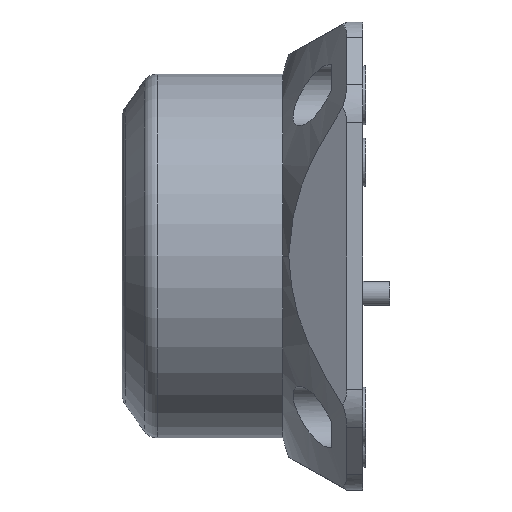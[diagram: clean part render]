
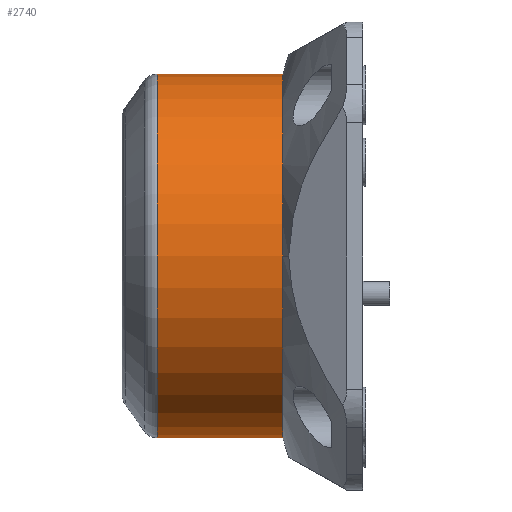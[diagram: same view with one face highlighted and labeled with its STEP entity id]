
A CAD part, left-side view. The second image highlights one B-rep face of the part: STEP entity #2740.
In plain terms, the highlighted cylindrical face has radius 34 mm (diameter 68 mm), a partial arc.
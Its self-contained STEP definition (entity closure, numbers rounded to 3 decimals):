
#146 = VERTEX_POINT ( 'NONE', #1825 ) ;
#260 = DIRECTION ( 'NONE',  ( 0., -1., 0. ) ) ;
#295 = EDGE_CURVE ( 'NONE', #2435, #146, #2125, .T. ) ;
#317 = CIRCLE ( 'NONE', #1887, 34. ) ;
#398 = DIRECTION ( 'NONE',  ( 0., -1., 0. ) ) ;
#444 = DIRECTION ( 'NONE',  ( 0., 1., 0. ) ) ;
#602 = VERTEX_POINT ( 'NONE', #1682 ) ;
#634 = CARTESIAN_POINT ( 'NONE',  ( 0., 15., 0. ) ) ;
#669 = DIRECTION ( 'NONE',  ( 0., -1., 0. ) ) ;
#681 = VERTEX_POINT ( 'NONE', #779 ) ;
#779 = CARTESIAN_POINT ( 'NONE',  ( -34., 15., 0. ) ) ;
#824 = ORIENTED_EDGE ( 'NONE', *, *, #1365, .T. ) ;
#903 = LINE ( 'NONE', #2773, #960 ) ;
#960 = VECTOR ( 'NONE', #669, 1000. ) ;
#1155 = AXIS2_PLACEMENT_3D ( 'NONE', #2102, #444, #2312 ) ;
#1194 = DIRECTION ( 'NONE',  ( 0., 0., -1. ) ) ;
#1306 = AXIS2_PLACEMENT_3D ( 'NONE', #2145, #260, #1194 ) ;
#1331 = DIRECTION ( 'NONE',  ( 0., 0., 1. ) ) ;
#1365 = EDGE_CURVE ( 'NONE', #681, #1491, #2919, .T. ) ;
#1377 = DIRECTION ( 'NONE',  ( 0., 0., 1. ) ) ;
#1474 = ORIENTED_EDGE ( 'NONE', *, *, #1671, .F. ) ;
#1491 = VERTEX_POINT ( 'NONE', #2894 ) ;
#1496 = AXIS2_PLACEMENT_3D ( 'NONE', #2984, #398, #1331 ) ;
#1544 = EDGE_LOOP ( 'NONE', ( #1474, #2591, #1681, #1834, #824 ) ) ;
#1671 = EDGE_CURVE ( 'NONE', #602, #1491, #903, .T. ) ;
#1681 = ORIENTED_EDGE ( 'NONE', *, *, #295, .T. ) ;
#1682 = CARTESIAN_POINT ( 'NONE',  ( 0., 38.456, 34. ) ) ;
#1825 = CARTESIAN_POINT ( 'NONE',  ( 0., 15., -34. ) ) ;
#1834 = ORIENTED_EDGE ( 'NONE', *, *, #1910, .T. ) ;
#1887 = AXIS2_PLACEMENT_3D ( 'NONE', #634, #2737, #1377 ) ;
#1910 = EDGE_CURVE ( 'NONE', #146, #681, #317, .T. ) ;
#2102 = CARTESIAN_POINT ( 'NONE',  ( 0., 15., 0. ) ) ;
#2125 = LINE ( 'NONE', #2582, #2367 ) ;
#2145 = CARTESIAN_POINT ( 'NONE',  ( 0., 45., 0. ) ) ;
#2312 = DIRECTION ( 'NONE',  ( 0., 0., 1. ) ) ;
#2343 = FACE_OUTER_BOUND ( 'NONE', #1544, .T. ) ;
#2356 = CYLINDRICAL_SURFACE ( 'NONE', #1306, 34. ) ;
#2367 = VECTOR ( 'NONE', #2609, 1000. ) ;
#2400 = CARTESIAN_POINT ( 'NONE',  ( 0., 38.456, -34. ) ) ;
#2435 = VERTEX_POINT ( 'NONE', #2400 ) ;
#2582 = CARTESIAN_POINT ( 'NONE',  ( 0., 45., -34. ) ) ;
#2591 = ORIENTED_EDGE ( 'NONE', *, *, #2677, .T. ) ;
#2609 = DIRECTION ( 'NONE',  ( 0., -1., 0. ) ) ;
#2677 = EDGE_CURVE ( 'NONE', #602, #2435, #2826, .T. ) ;
#2737 = DIRECTION ( 'NONE',  ( 0., 1., 0. ) ) ;
#2740 = ADVANCED_FACE ( 'NONE', ( #2343 ), #2356, .T. ) ;
#2773 = CARTESIAN_POINT ( 'NONE',  ( 0., 45., 34. ) ) ;
#2826 = CIRCLE ( 'NONE', #1496, 34. ) ;
#2894 = CARTESIAN_POINT ( 'NONE',  ( 0., 15., 34. ) ) ;
#2919 = CIRCLE ( 'NONE', #1155, 34. ) ;
#2984 = CARTESIAN_POINT ( 'NONE',  ( 0., 38.456, 0. ) ) ;
